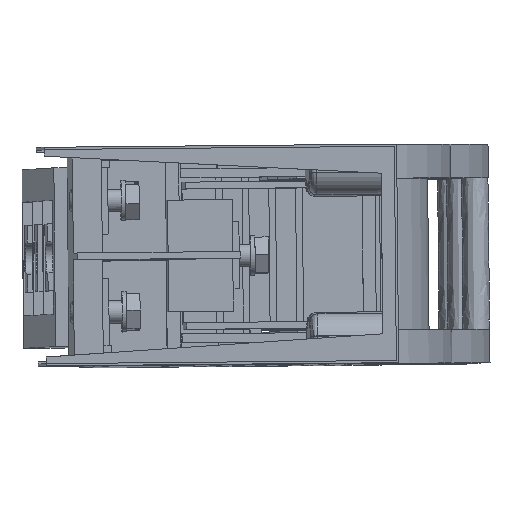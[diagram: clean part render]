
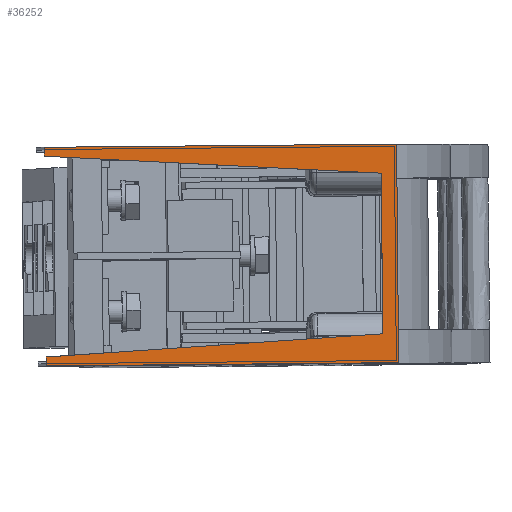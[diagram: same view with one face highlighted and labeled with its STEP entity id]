
A CAD part, front view. The second image highlights one B-rep face of the part: STEP entity #36252.
In plain terms, the highlighted face is planar.
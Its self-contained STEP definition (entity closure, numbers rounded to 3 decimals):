
#36005=CARTESIAN_POINT('',(148.0,85.0,7.));
#36006=VERTEX_POINT('',#36005);
#36013=CARTESIAN_POINT('',(148.0,94.0,158.0));
#36014=VERTEX_POINT('',#36013);
#36015=CARTESIAN_POINT('',(148.0,94.0,158.0));
#36016=DIRECTION('',(0.0,-0.059,-0.998));
#36017=VECTOR('',#36016,151.268);
#36018=LINE('',#36015,#36017);
#36019=EDGE_CURVE('',#36014,#36006,#36018,.T.);
#36045=CARTESIAN_POINT('',(148.0,4.,158.0));
#36046=VERTEX_POINT('',#36045);
#36053=CARTESIAN_POINT('',(148.0,13.0,7.));
#36054=VERTEX_POINT('',#36053);
#36055=CARTESIAN_POINT('',(148.0,13.0,7.));
#36056=DIRECTION('',(0.0,-0.059,0.998));
#36057=VECTOR('',#36056,151.268);
#36058=LINE('',#36055,#36057);
#36059=EDGE_CURVE('',#36054,#36046,#36058,.T.);
#36082=CARTESIAN_POINT('',(148.0,85.0,7.));
#36083=DIRECTION('',(0.0,-1.0,0.0));
#36084=VECTOR('',#36083,72.0);
#36085=LINE('',#36082,#36084);
#36086=EDGE_CURVE('',#36006,#36054,#36085,.T.);
#36138=CARTESIAN_POINT('',(148.0,0.0,158.0));
#36139=VERTEX_POINT('',#36138);
#36146=CARTESIAN_POINT('',(148.0,4.,158.0));
#36147=DIRECTION('',(0.0,-1.0,0.0));
#36148=VECTOR('',#36147,4.);
#36149=LINE('',#36146,#36148);
#36150=EDGE_CURVE('',#36046,#36139,#36149,.T.);
#36161=CARTESIAN_POINT('',(148.0,98.0,158.0));
#36162=VERTEX_POINT('',#36161);
#36163=CARTESIAN_POINT('',(148.0,98.0,158.0));
#36164=DIRECTION('',(0.0,-1.0,0.0));
#36165=VECTOR('',#36164,4.0);
#36166=LINE('',#36163,#36165);
#36167=EDGE_CURVE('',#36162,#36014,#36166,.T.);
#36218=CARTESIAN_POINT('',(148.0,98.0,0.0));
#36219=DIRECTION('',(1.0,0.0,0.0));
#36220=DIRECTION('',(0.0,0.0,-1.0));
#36221=AXIS2_PLACEMENT_3D('',#36218,#36219,#36220);
#36222=PLANE('',#36221);
#36223=ORIENTED_EDGE('',*,*,#36019,.T.);
#36224=ORIENTED_EDGE('',*,*,#36086,.T.);
#36225=ORIENTED_EDGE('',*,*,#36059,.T.);
#36226=ORIENTED_EDGE('',*,*,#36150,.T.);
#36227=CARTESIAN_POINT('',(148.0,0.0,0.0));
#36228=VERTEX_POINT('',#36227);
#36229=CARTESIAN_POINT('',(148.0,0.0,0.0));
#36230=DIRECTION('',(0.0,0.0,1.0));
#36231=VECTOR('',#36230,158.0);
#36232=LINE('',#36229,#36231);
#36233=EDGE_CURVE('',#36228,#36139,#36232,.T.);
#36234=ORIENTED_EDGE('',*,*,#36233,.F.);
#36235=CARTESIAN_POINT('',(148.0,98.0,0.0));
#36236=VERTEX_POINT('',#36235);
#36237=CARTESIAN_POINT('',(148.0,0.0,0.0));
#36238=DIRECTION('',(0.0,1.0,0.0));
#36239=VECTOR('',#36238,98.0);
#36240=LINE('',#36237,#36239);
#36241=EDGE_CURVE('',#36228,#36236,#36240,.T.);
#36242=ORIENTED_EDGE('',*,*,#36241,.T.);
#36243=CARTESIAN_POINT('',(148.0,98.0,0.0));
#36244=DIRECTION('',(0.0,0.0,1.0));
#36245=VECTOR('',#36244,158.0);
#36246=LINE('',#36243,#36245);
#36247=EDGE_CURVE('',#36236,#36162,#36246,.T.);
#36248=ORIENTED_EDGE('',*,*,#36247,.T.);
#36249=ORIENTED_EDGE('',*,*,#36167,.T.);
#36250=EDGE_LOOP('',(#36223,#36224,#36225,#36226,#36234,#36242,#36248,#36249));
#36251=FACE_OUTER_BOUND('',#36250,.T.);
#36252=ADVANCED_FACE('',(#36251),#36222,.T.);
